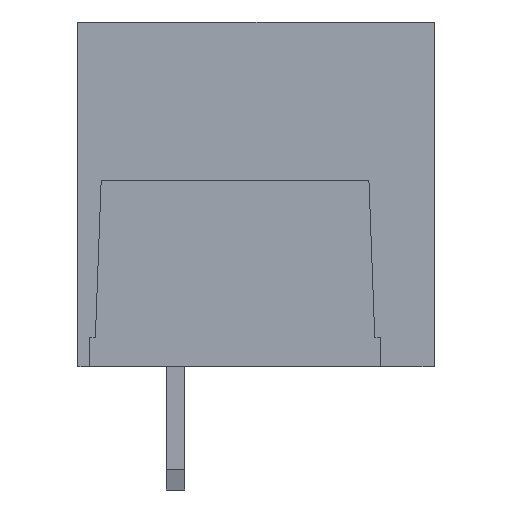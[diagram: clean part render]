
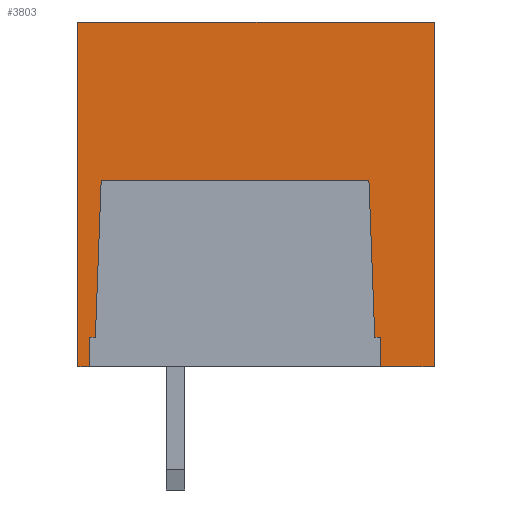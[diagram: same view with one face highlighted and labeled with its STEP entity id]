
A CAD part, left-side view. The second image highlights one B-rep face of the part: STEP entity #3803.
In plain terms, the highlighted planar face has unit normal (-1, 0, 0).
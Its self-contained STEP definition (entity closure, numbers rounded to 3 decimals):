
#128=FACE_OUTER_BOUND('',#344,.T.);
#344=EDGE_LOOP('',(#2521,#2522,#2523,#2524,#2525,#2526,#2527,#2528,#2529,
#2530,#2531,#2532));
#560=LINE('',#5338,#1059);
#582=LINE('',#5387,#1081);
#583=LINE('',#5389,#1082);
#584=LINE('',#5391,#1083);
#585=LINE('',#5393,#1084);
#586=LINE('',#5395,#1085);
#587=LINE('',#5397,#1086);
#588=LINE('',#5398,#1087);
#589=LINE('',#5400,#1088);
#594=LINE('',#5410,#1093);
#597=LINE('',#5416,#1096);
#598=LINE('',#5417,#1097);
#1059=VECTOR('',#4313,1.);
#1081=VECTOR('',#4347,1.);
#1082=VECTOR('',#4348,1.);
#1083=VECTOR('',#4349,1.);
#1084=VECTOR('',#4350,1.);
#1085=VECTOR('',#4351,1.);
#1086=VECTOR('',#4352,1.);
#1087=VECTOR('',#4353,1.);
#1088=VECTOR('',#4356,1.);
#1093=VECTOR('',#4365,1.);
#1096=VECTOR('',#4370,1.);
#1097=VECTOR('',#4371,1.);
#1558=VERTEX_POINT('',#5335);
#1559=VERTEX_POINT('',#5337);
#1576=VERTEX_POINT('',#5377);
#1577=VERTEX_POINT('',#5378);
#1580=VERTEX_POINT('',#5386);
#1581=VERTEX_POINT('',#5388);
#1582=VERTEX_POINT('',#5390);
#1583=VERTEX_POINT('',#5392);
#1584=VERTEX_POINT('',#5394);
#1585=VERTEX_POINT('',#5396);
#1588=VERTEX_POINT('',#5409);
#1590=VERTEX_POINT('',#5415);
#1920=EDGE_CURVE('',#1558,#1559,#560,.T.);
#1942=EDGE_CURVE('',#1577,#1580,#582,.T.);
#1943=EDGE_CURVE('',#1580,#1581,#583,.T.);
#1944=EDGE_CURVE('',#1581,#1582,#584,.T.);
#1945=EDGE_CURVE('',#1582,#1583,#585,.T.);
#1946=EDGE_CURVE('',#1583,#1584,#586,.T.);
#1947=EDGE_CURVE('',#1584,#1585,#587,.T.);
#1948=EDGE_CURVE('',#1585,#1576,#588,.T.);
#1949=EDGE_CURVE('',#1559,#1577,#589,.T.);
#1954=EDGE_CURVE('',#1576,#1588,#594,.T.);
#1957=EDGE_CURVE('',#1558,#1590,#597,.T.);
#1958=EDGE_CURVE('',#1588,#1590,#598,.T.);
#2521=ORIENTED_EDGE('',*,*,#1949,.F.);
#2522=ORIENTED_EDGE('',*,*,#1920,.F.);
#2523=ORIENTED_EDGE('',*,*,#1957,.T.);
#2524=ORIENTED_EDGE('',*,*,#1958,.F.);
#2525=ORIENTED_EDGE('',*,*,#1954,.F.);
#2526=ORIENTED_EDGE('',*,*,#1948,.F.);
#2527=ORIENTED_EDGE('',*,*,#1947,.F.);
#2528=ORIENTED_EDGE('',*,*,#1946,.F.);
#2529=ORIENTED_EDGE('',*,*,#1945,.F.);
#2530=ORIENTED_EDGE('',*,*,#1944,.F.);
#2531=ORIENTED_EDGE('',*,*,#1943,.F.);
#2532=ORIENTED_EDGE('',*,*,#1942,.F.);
#3602=PLANE('',#4051);
#3803=ADVANCED_FACE('',(#128),#3602,.T.);
#4051=AXIS2_PLACEMENT_3D('',#5414,#4368,#4369);
#4313=DIRECTION('',(0.,0.,-1.));
#4347=DIRECTION('',(0.,0.,1.));
#4348=DIRECTION('',(0.,1.,0.));
#4349=DIRECTION('',(0.,0.037,0.999));
#4350=DIRECTION('',(0.,1.,0.));
#4351=DIRECTION('',(0.,0.037,-0.999));
#4352=DIRECTION('',(0.,1.,0.));
#4353=DIRECTION('',(0.,0.,-1.));
#4356=DIRECTION('',(0.,1.,0.));
#4365=DIRECTION('',(0.,1.,0.));
#4368=DIRECTION('center_axis',(-1.,0.,0.));
#4369=DIRECTION('ref_axis',(0.,1.,0.));
#4370=DIRECTION('',(0.,1.,0.));
#4371=DIRECTION('',(0.,0.,1.));
#5335=CARTESIAN_POINT('',(0.,-8.55,14.8));
#5337=CARTESIAN_POINT('',(0.,-8.55,0.));
#5338=CARTESIAN_POINT('',(0.,-8.55,0.));
#5377=CARTESIAN_POINT('',(0.,6.25,0.));
#5378=CARTESIAN_POINT('',(0.,-6.25,0.));
#5386=CARTESIAN_POINT('',(0.,-6.25,1.25));
#5387=CARTESIAN_POINT('',(0.,-6.25,0.));
#5388=CARTESIAN_POINT('',(0.,-6.,1.25));
#5389=CARTESIAN_POINT('',(0.,-6.25,1.25));
#5390=CARTESIAN_POINT('',(0.,-5.75,8.));
#5391=CARTESIAN_POINT('',(0.,-6.,1.25));
#5392=CARTESIAN_POINT('',(0.,5.75,8.));
#5393=CARTESIAN_POINT('',(0.,-5.75,8.));
#5394=CARTESIAN_POINT('',(0.,6.,1.25));
#5395=CARTESIAN_POINT('',(0.,5.75,8.));
#5396=CARTESIAN_POINT('',(0.,6.25,1.25));
#5397=CARTESIAN_POINT('',(0.,6.,1.25));
#5398=CARTESIAN_POINT('',(0.,6.25,1.25));
#5400=CARTESIAN_POINT('',(0.,-6.75,0.));
#5409=CARTESIAN_POINT('',(0.,6.75,0.));
#5410=CARTESIAN_POINT('',(0.,-6.75,0.));
#5414=CARTESIAN_POINT('Origin',(0.,-6.75,0.));
#5415=CARTESIAN_POINT('',(0.,6.75,14.8));
#5416=CARTESIAN_POINT('',(0.,-6.75,14.8));
#5417=CARTESIAN_POINT('',(0.,6.75,0.));
